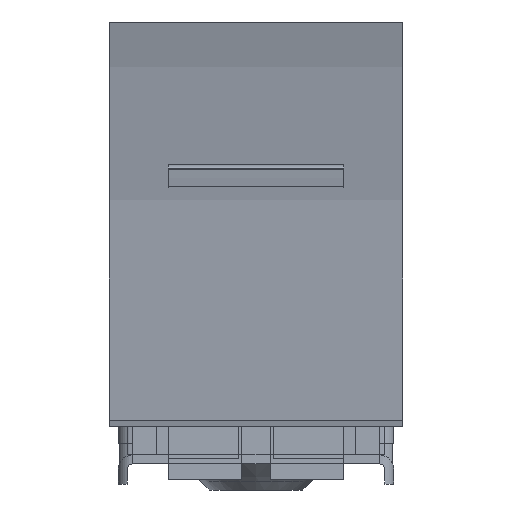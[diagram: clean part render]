
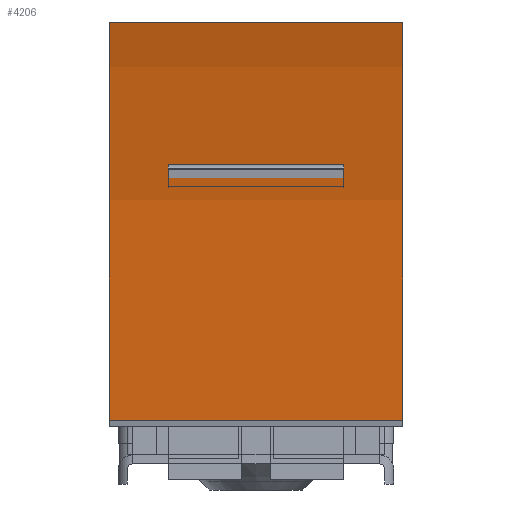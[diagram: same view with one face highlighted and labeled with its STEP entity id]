
A CAD part, front view. The second image highlights one B-rep face of the part: STEP entity #4206.
In plain terms, the highlighted cylindrical face has radius 2060.65 mm (diameter 4121.31 mm), a partial arc.
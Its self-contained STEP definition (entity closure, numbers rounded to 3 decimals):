
#313=CIRCLE('',#4705,2060.654);
#315=CIRCLE('',#4708,2060.654);
#666=FACE_OUTER_BOUND('',#955,.T.);
#955=EDGE_LOOP('',(#3904,#3905,#3906,#3907));
#1372=LINE('',#7120,#1789);
#1373=LINE('',#7121,#1790);
#1789=VECTOR('',#5882,10.);
#1790=VECTOR('',#5883,10.);
#2175=VERTEX_POINT('',#7102);
#2176=VERTEX_POINT('',#7103);
#2179=VERTEX_POINT('',#7111);
#2180=VERTEX_POINT('',#7112);
#2754=EDGE_CURVE('',#2175,#2176,#313,.T.);
#2758=EDGE_CURVE('',#2179,#2180,#315,.T.);
#2762=EDGE_CURVE('',#2175,#2180,#1372,.T.);
#2763=EDGE_CURVE('',#2176,#2179,#1373,.T.);
#3904=ORIENTED_EDGE('',*,*,#2754,.F.);
#3905=ORIENTED_EDGE('',*,*,#2762,.T.);
#3906=ORIENTED_EDGE('',*,*,#2758,.F.);
#3907=ORIENTED_EDGE('',*,*,#2763,.F.);
#3995=CYLINDRICAL_SURFACE('',#4710,2060.654);
#4206=ADVANCED_FACE('',(#666),#3995,.T.);
#4705=AXIS2_PLACEMENT_3D('',#7104,#5866,#5867);
#4708=AXIS2_PLACEMENT_3D('',#7113,#5874,#5875);
#4710=AXIS2_PLACEMENT_3D('',#7119,#5880,#5881);
#5866=DIRECTION('center_axis',(1.,0.,0.));
#5867=DIRECTION('ref_axis',(0.,0.255,0.967));
#5874=DIRECTION('center_axis',(-1.,0.,0.));
#5875=DIRECTION('ref_axis',(0.,0.255,0.967));
#5880=DIRECTION('center_axis',(-1.,0.,0.));
#5881=DIRECTION('ref_axis',(0.,0.255,0.967));
#5882=DIRECTION('',(-1.,0.,0.));
#5883=DIRECTION('',(-1.,0.,0.));
#7102=CARTESIAN_POINT('',(0.,525.,0.));
#7103=CARTESIAN_POINT('',(0.,-525.,0.));
#7104=CARTESIAN_POINT('Origin',(0.,0.,-1992.654));
#7111=CARTESIAN_POINT('',(-50.,-525.,0.));
#7112=CARTESIAN_POINT('',(-50.,525.,0.));
#7113=CARTESIAN_POINT('Origin',(-50.,0.,-1992.654));
#7119=CARTESIAN_POINT('Origin',(0.,0.,-1992.654));
#7120=CARTESIAN_POINT('',(0.,525.,0.));
#7121=CARTESIAN_POINT('',(0.,-525.,0.));
